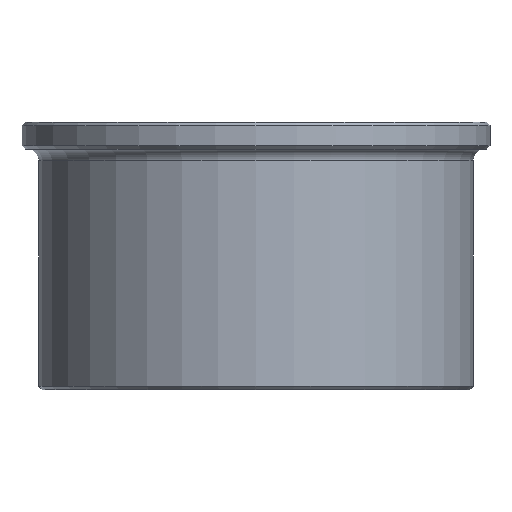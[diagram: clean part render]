
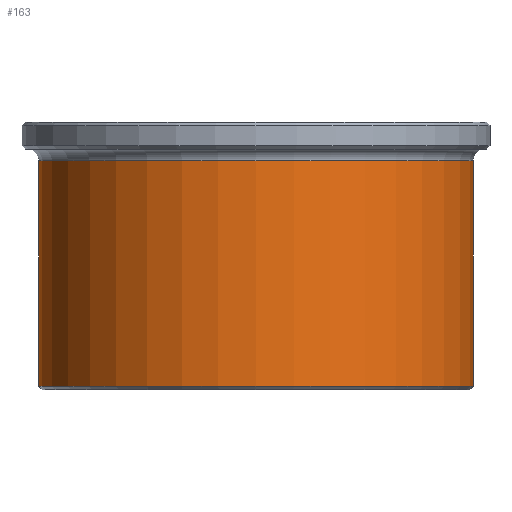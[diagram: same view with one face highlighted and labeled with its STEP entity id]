
A CAD part, front view. The second image highlights one B-rep face of the part: STEP entity #163.
In plain terms, the highlighted cylindrical face has radius 65 mm (diameter 130 mm), a full revolution.
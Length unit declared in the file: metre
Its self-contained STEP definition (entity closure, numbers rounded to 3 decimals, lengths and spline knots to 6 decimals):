
#163=ADVANCED_FACE('',(#199,#200),#201,.T.);
#199=FACE_OUTER_BOUND('',#2719,.T.);
#200=FACE_OUTER_BOUND('',#2720,.T.);
#201=CYLINDRICAL_SURFACE('',#2721,0.065);
#2719=EDGE_LOOP('',(#5270));
#2720=EDGE_LOOP('',(#5271));
#2721=AXIS2_PLACEMENT_3D('',#5272,#5273,#5274);
#5270=ORIENTED_EDGE('',*,*,#5323,.T.);
#5271=ORIENTED_EDGE('',*,*,#5324,.F.);
#5272=CARTESIAN_POINT('',(0.0,0.0,0.));
#5273=DIRECTION('',(0.0,0.,-1.0));
#5274=DIRECTION('',(0.0,1.0,0.));
#5323=EDGE_CURVE('',#5362,#5362,#5363,.T.);
#5324=EDGE_CURVE('',#5364,#5364,#5365,.T.);
#5362=VERTEX_POINT('',#5638);
#5363=CIRCLE('',#5639,0.065);
#5364=VERTEX_POINT('',#5640);
#5365=CIRCLE('',#5641,0.065);
#5638=CARTESIAN_POINT('',(0.0,0.065,0.0685));
#5639=AXIS2_PLACEMENT_3D('',#5685,#5686,#5687);
#5640=CARTESIAN_POINT('',(0.0,0.065,0.001));
#5641=AXIS2_PLACEMENT_3D('',#5688,#5689,#5690);
#5685=CARTESIAN_POINT('',(0.0,0.0,0.0685));
#5686=DIRECTION('',(0.0,0.,-1.0));
#5687=DIRECTION('',(0.0,1.0,0.));
#5688=CARTESIAN_POINT('',(0.0,0.0,0.001));
#5689=DIRECTION('',(0.0,0.,-1.0));
#5690=DIRECTION('',(0.0,1.0,0.));
